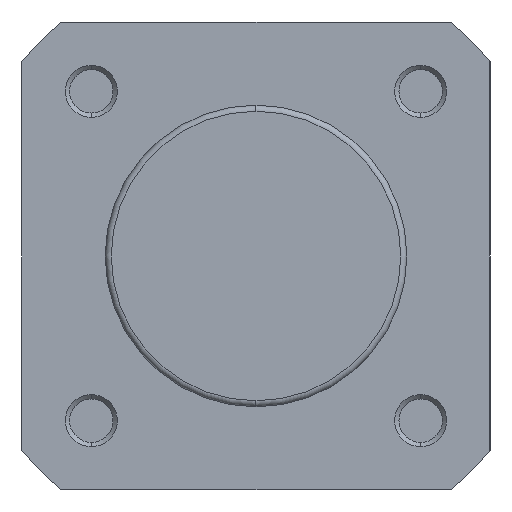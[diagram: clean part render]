
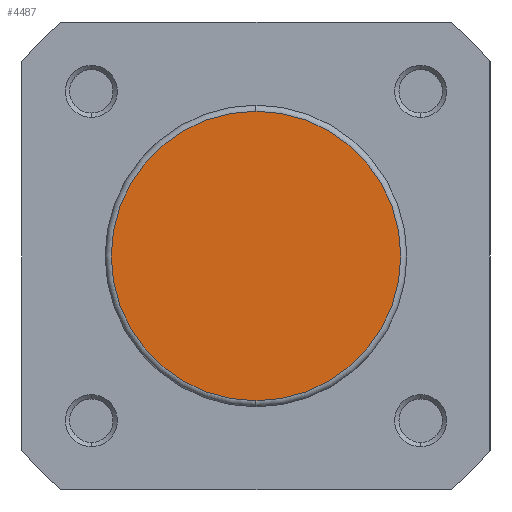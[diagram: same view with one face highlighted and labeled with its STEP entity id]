
A CAD part, left-side view. The second image highlights one B-rep face of the part: STEP entity #4487.
In plain terms, the highlighted planar face has unit normal (-1, 0, 0).
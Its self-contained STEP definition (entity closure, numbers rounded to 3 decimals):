
#198 = CIRCLE ( 'NONE', #4145, 16.7 ) ;
#445 = FACE_OUTER_BOUND ( 'NONE', #4880, .T. ) ;
#1026 = CARTESIAN_POINT ( 'NONE',  ( 0., -17.4, 0. ) ) ;
#1027 = PLANE ( 'NONE',  #4254 ) ;
#1029 = DIRECTION ( 'NONE',  ( -1., 0., 0. ) ) ;
#1030 = DIRECTION ( 'NONE',  ( 0., 0., 1. ) ) ;
#1565 = CARTESIAN_POINT ( 'NONE',  ( 0., 0., -16.7 ) ) ;
#1601 = CARTESIAN_POINT ( 'NONE',  ( 0., 0., 16.7 ) ) ;
#1851 = EDGE_CURVE ( 'NONE', #4639, #4675, #2262, .T. ) ;
#2262 = CIRCLE ( 'NONE', #4001, 16.7 ) ;
#2718 = CARTESIAN_POINT ( 'NONE',  ( 0., 0., 0. ) ) ;
#2719 = DIRECTION ( 'NONE',  ( -1., 0., 0. ) ) ;
#2720 = DIRECTION ( 'NONE',  ( 0., 0., 1. ) ) ;
#3592 = CARTESIAN_POINT ( 'NONE',  ( 0., 0., 0. ) ) ;
#3599 = DIRECTION ( 'NONE',  ( -1., 0., 0. ) ) ;
#3600 = DIRECTION ( 'NONE',  ( 0., 0., 1. ) ) ;
#3911 = EDGE_CURVE ( 'NONE', #4675, #4639, #198, .T. ) ;
#4001 = AXIS2_PLACEMENT_3D ( 'NONE', #2718, #2719, #2720 ) ;
#4145 = AXIS2_PLACEMENT_3D ( 'NONE', #3592, #3599, #3600 ) ;
#4254 = AXIS2_PLACEMENT_3D ( 'NONE', #1026, #1029, #1030 ) ;
#4487 = ADVANCED_FACE ( 'NONE', ( #445 ), #1027, .T. ) ;
#4639 = VERTEX_POINT ( 'NONE', #1565 ) ;
#4675 = VERTEX_POINT ( 'NONE', #1601 ) ;
#4880 = EDGE_LOOP ( 'NONE', ( #5317, #5316 ) ) ;
#5316 = ORIENTED_EDGE ( 'NONE', *, *, #1851, .T. ) ;
#5317 = ORIENTED_EDGE ( 'NONE', *, *, #3911, .T. ) ;
